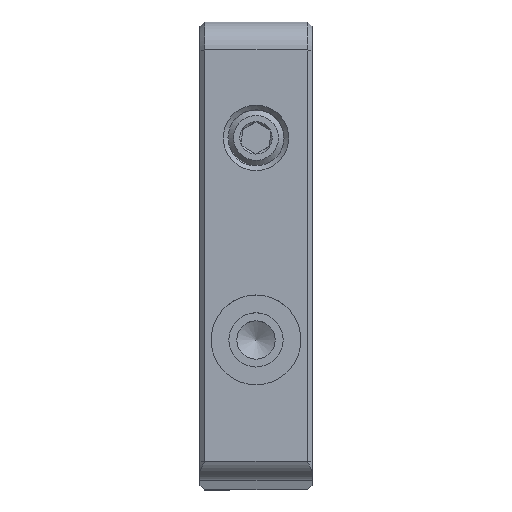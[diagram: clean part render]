
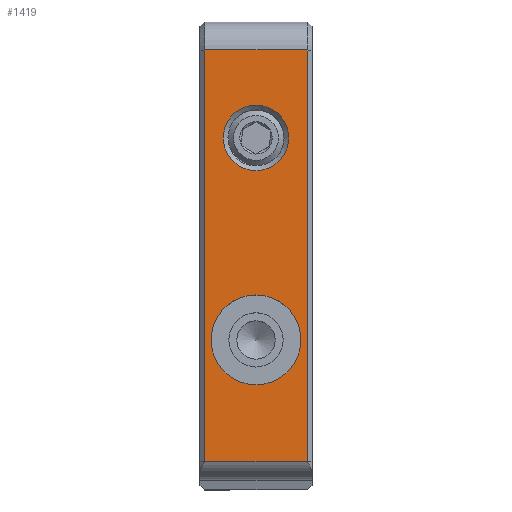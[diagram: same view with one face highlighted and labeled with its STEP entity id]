
A CAD part, top view. The second image highlights one B-rep face of the part: STEP entity #1419.
In plain terms, the highlighted planar face has unit normal (0, 0, 1).
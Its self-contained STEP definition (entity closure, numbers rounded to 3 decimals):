
#31 = VECTOR ( 'NONE', #522, 1000. ) ;
#104 = CIRCLE ( 'NONE', #1574, 2.4 ) ;
#169 = LINE ( 'NONE', #3259, #31 ) ;
#206 = PLANE ( 'NONE',  #3434 ) ;
#233 = ORIENTED_EDGE ( 'NONE', *, *, #1516, .F. ) ;
#304 = CARTESIAN_POINT ( 'NONE',  ( 5.75, -11., 12.5 ) ) ;
#341 = CARTESIAN_POINT ( 'NONE',  ( 6., 11., 12.5 ) ) ;
#522 = DIRECTION ( 'NONE',  ( 0., -1., 0. ) ) ;
#564 = VERTEX_POINT ( 'NONE', #1302 ) ;
#624 = DIRECTION ( 'NONE',  ( 0., 1., 0. ) ) ;
#659 = DIRECTION ( 'NONE',  ( -1., 0., 0. ) ) ;
#744 = VECTOR ( 'NONE', #659, 1000. ) ;
#758 = CIRCLE ( 'NONE', #2677, 1.75 ) ;
#856 = CARTESIAN_POINT ( 'NONE',  ( 6., 12.5, 12.5 ) ) ;
#871 = EDGE_CURVE ( 'NONE', #2928, #2928, #104, .T. ) ;
#915 = LINE ( 'NONE', #2438, #744 ) ;
#1095 = EDGE_LOOP ( 'NONE', ( #1692 ) ) ;
#1103 = EDGE_CURVE ( 'NONE', #3269, #564, #2722, .T. ) ;
#1106 = EDGE_CURVE ( 'NONE', #3139, #3269, #1209, .T. ) ;
#1127 = VECTOR ( 'NONE', #3954, 1000. ) ;
#1147 = FACE_OUTER_BOUND ( 'NONE', #2852, .T. ) ;
#1182 = ORIENTED_EDGE ( 'NONE', *, *, #3379, .F. ) ;
#1209 = LINE ( 'NONE', #2424, #2973 ) ;
#1220 = CARTESIAN_POINT ( 'NONE',  ( 4.75, 6.3, 12.5 ) ) ;
#1302 = CARTESIAN_POINT ( 'NONE',  ( 5.75, 11., 12.5 ) ) ;
#1361 = CARTESIAN_POINT ( 'NONE',  ( 3., 6.3, 12.5 ) ) ;
#1373 = EDGE_CURVE ( 'NONE', #564, #3283, #169, .T. ) ;
#1392 = FACE_BOUND ( 'NONE', #1985, .T. ) ;
#1419 = ADVANCED_FACE ( 'NONE', ( #3894, #1147, #1392 ), #206, .F. ) ;
#1467 = CARTESIAN_POINT ( 'NONE',  ( 5.4, -4.5, 12.5 ) ) ;
#1516 = EDGE_CURVE ( 'NONE', #3283, #3139, #915, .T. ) ;
#1525 = VERTEX_POINT ( 'NONE', #1220 ) ;
#1574 = AXIS2_PLACEMENT_3D ( 'NONE', #2037, #3280, #2966 ) ;
#1619 = DIRECTION ( 'NONE',  ( 0., 0., 1. ) ) ;
#1692 = ORIENTED_EDGE ( 'NONE', *, *, #871, .F. ) ;
#1790 = ORIENTED_EDGE ( 'NONE', *, *, #1106, .F. ) ;
#1985 = EDGE_LOOP ( 'NONE', ( #1182 ) ) ;
#1996 = ORIENTED_EDGE ( 'NONE', *, *, #1103, .F. ) ;
#2037 = CARTESIAN_POINT ( 'NONE',  ( 3., -4.5, 12.5 ) ) ;
#2424 = CARTESIAN_POINT ( 'NONE',  ( 0.25, 12.5, 12.5 ) ) ;
#2438 = CARTESIAN_POINT ( 'NONE',  ( 0., -11., 12.5 ) ) ;
#2560 = DIRECTION ( 'NONE',  ( 1., 0., 0. ) ) ;
#2677 = AXIS2_PLACEMENT_3D ( 'NONE', #1361, #1619, #2560 ) ;
#2722 = LINE ( 'NONE', #341, #1127 ) ;
#2852 = EDGE_LOOP ( 'NONE', ( #1790, #233, #3475, #1996 ) ) ;
#2928 = VERTEX_POINT ( 'NONE', #1467 ) ;
#2966 = DIRECTION ( 'NONE',  ( 1., 0., 0. ) ) ;
#2973 = VECTOR ( 'NONE', #624, 1000. ) ;
#2983 = DIRECTION ( 'NONE',  ( 0., 1., 0. ) ) ;
#3010 = CARTESIAN_POINT ( 'NONE',  ( 0.25, -11., 12.5 ) ) ;
#3139 = VERTEX_POINT ( 'NONE', #3010 ) ;
#3259 = CARTESIAN_POINT ( 'NONE',  ( 5.75, 0., 12.5 ) ) ;
#3269 = VERTEX_POINT ( 'NONE', #3656 ) ;
#3280 = DIRECTION ( 'NONE',  ( 0., 0., 1. ) ) ;
#3283 = VERTEX_POINT ( 'NONE', #304 ) ;
#3379 = EDGE_CURVE ( 'NONE', #1525, #1525, #758, .T. ) ;
#3434 = AXIS2_PLACEMENT_3D ( 'NONE', #856, #3532, #2983 ) ;
#3475 = ORIENTED_EDGE ( 'NONE', *, *, #1373, .F. ) ;
#3532 = DIRECTION ( 'NONE',  ( 0., 0., -1. ) ) ;
#3656 = CARTESIAN_POINT ( 'NONE',  ( 0.25, 11., 12.5 ) ) ;
#3894 = FACE_BOUND ( 'NONE', #1095, .T. ) ;
#3954 = DIRECTION ( 'NONE',  ( 1., 0., 0. ) ) ;
